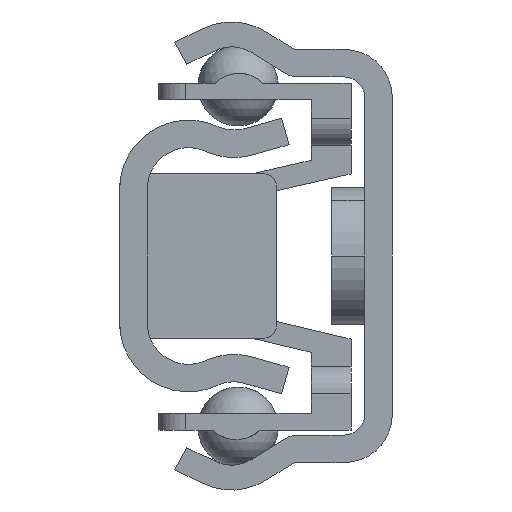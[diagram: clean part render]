
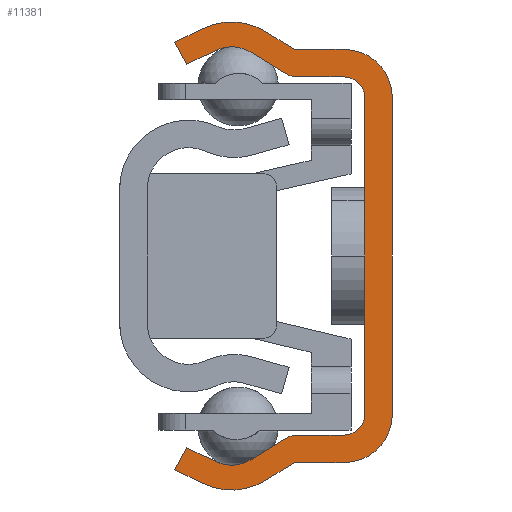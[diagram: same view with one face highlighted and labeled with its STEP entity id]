
A CAD part, front view. The second image highlights one B-rep face of the part: STEP entity #11381.
In plain terms, the highlighted planar face has unit normal (0, -1, 0).
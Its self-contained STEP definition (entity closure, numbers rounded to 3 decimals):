
#10554=CARTESIAN_POINT('',(1.921,0.,-5.75));
#10555=DIRECTION('',(0.,1.,0.));
#10556=DIRECTION('',(1.,0.,0.));
#10557=AXIS2_PLACEMENT_3D('',#10554,#10555,#10556);
#10559=DIRECTION('',(-1.,0.,0.));
#10560=VECTOR('',#10559,1.804);
#10561=CARTESIAN_POINT('',(1.921,0.,-7.5));
#10562=LINE('',#10561,#10560);
#10563=DIRECTION('',(-0.85,0.,-0.527));
#10564=VECTOR('',#10563,1.23);
#10565=CARTESIAN_POINT('',(0.116,0.,-7.5));
#10566=LINE('',#10565,#10564);
#10567=CARTESIAN_POINT('',(-2.167,0.,-6.15));
#10568=DIRECTION('',(0.,1.,0.));
#10569=DIRECTION('',(0.527,0.,-0.85));
#10570=AXIS2_PLACEMENT_3D('',#10567,#10568,#10569);
#10572=DIRECTION('',(-0.899,0.,0.438));
#10573=VECTOR('',#10572,1.15);
#10574=CARTESIAN_POINT('',(-3.195,0.,-8.263));
#10575=LINE('',#10574,#10573);
#10576=DIRECTION('',(0.479,0.,0.878));
#10577=VECTOR('',#10576,0.914);
#10578=CARTESIAN_POINT('',(-4.229,0.,-7.76));
#10579=LINE('',#10578,#10577);
#10580=DIRECTION('',(0.899,0.,-0.438));
#10581=VECTOR('',#10580,1.15);
#10582=CARTESIAN_POINT('',(-3.791,0.,-6.957));
#10583=LINE('',#10582,#10581);
#10584=CARTESIAN_POINT('',(-2.167,0.,-6.246));
#10585=DIRECTION('',(0.,-1.,0.));
#10586=DIRECTION('',(-0.438,0.,-0.899));
#10587=AXIS2_PLACEMENT_3D('',#10584,#10585,#10586);
#10589=DIRECTION('',(0.85,0.,0.527));
#10590=VECTOR('',#10589,1.413);
#10591=CARTESIAN_POINT('',(-1.456,0.,-7.394));
#10592=LINE('',#10591,#10590);
#10593=CARTESIAN_POINT('',(0.272,0.,-7.5));
#10594=DIRECTION('',(0.,1.,0.));
#10595=DIRECTION('',(-0.527,0.,0.85));
#10596=AXIS2_PLACEMENT_3D('',#10593,#10594,#10595);
#10598=DIRECTION('',(1.,0.,0.));
#10599=VECTOR('',#10598,1.649);
#10600=CARTESIAN_POINT('',(0.272,0.,-6.5));
#10601=LINE('',#10600,#10599);
#10602=CARTESIAN_POINT('',(1.921,0.,-5.75));
#10603=DIRECTION('',(0.,-1.,0.));
#10604=DIRECTION('',(0.,0.,-1.));
#10605=AXIS2_PLACEMENT_3D('',#10602,#10603,#10604);
#10607=CARTESIAN_POINT('',(1.921,0.,5.75));
#10608=DIRECTION('',(0.,-1.,0.));
#10609=DIRECTION('',(1.,0.,0.));
#10610=AXIS2_PLACEMENT_3D('',#10607,#10608,#10609);
#10612=DIRECTION('',(-1.,0.,0.));
#10613=VECTOR('',#10612,1.649);
#10614=CARTESIAN_POINT('',(1.921,0.,6.5));
#10615=LINE('',#10614,#10613);
#10616=CARTESIAN_POINT('',(0.272,0.,7.5));
#10617=DIRECTION('',(0.,1.,0.));
#10618=DIRECTION('',(0.,0.,-1.));
#10619=AXIS2_PLACEMENT_3D('',#10616,#10617,#10618);
#10621=DIRECTION('',(-0.85,0.,0.527));
#10622=VECTOR('',#10621,1.413);
#10623=CARTESIAN_POINT('',(-0.255,0.,6.65));
#10624=LINE('',#10623,#10622);
#10625=CARTESIAN_POINT('',(-2.167,0.,6.246));
#10626=DIRECTION('',(0.,-1.,0.));
#10627=DIRECTION('',(0.527,0.,0.85));
#10628=AXIS2_PLACEMENT_3D('',#10625,#10626,#10627);
#10630=DIRECTION('',(-0.899,0.,-0.438));
#10631=VECTOR('',#10630,1.15);
#10632=CARTESIAN_POINT('',(-2.757,0.,7.46));
#10633=LINE('',#10632,#10631);
#10634=DIRECTION('',(-0.479,0.,0.878));
#10635=VECTOR('',#10634,0.914);
#10636=CARTESIAN_POINT('',(-3.791,0.,6.957));
#10637=LINE('',#10636,#10635);
#10638=DIRECTION('',(0.899,0.,0.438));
#10639=VECTOR('',#10638,1.15);
#10640=CARTESIAN_POINT('',(-4.229,0.,7.76));
#10641=LINE('',#10640,#10639);
#10642=CARTESIAN_POINT('',(-2.167,0.,6.15));
#10643=DIRECTION('',(0.,1.,0.));
#10644=DIRECTION('',(-0.438,0.,0.899));
#10645=AXIS2_PLACEMENT_3D('',#10642,#10643,#10644);
#10647=DIRECTION('',(0.85,0.,-0.527));
#10648=VECTOR('',#10647,1.23);
#10649=CARTESIAN_POINT('',(-0.929,0.,8.148));
#10650=LINE('',#10649,#10648);
#10651=DIRECTION('',(1.,0.,0.));
#10652=VECTOR('',#10651,1.804);
#10653=CARTESIAN_POINT('',(0.116,0.,7.5));
#10654=LINE('',#10653,#10652);
#10655=CARTESIAN_POINT('',(1.921,0.,5.75));
#10656=DIRECTION('',(0.,1.,0.));
#10657=DIRECTION('',(0.,0.,1.));
#10658=AXIS2_PLACEMENT_3D('',#10655,#10656,#10657);
#10678=DIRECTION('',(0.,0.,1.));
#10679=VECTOR('',#10678,11.5);
#10680=CARTESIAN_POINT('',(3.671,0.,-5.75));
#10681=LINE('',#10680,#10679);
#10752=DIRECTION('',(0.,0.,-1.));
#10753=VECTOR('',#10752,11.5);
#10754=CARTESIAN_POINT('',(2.671,0.,5.75));
#10755=LINE('',#10754,#10753);
#11146=CARTESIAN_POINT('',(3.671,0.,-5.75));
#11147=CARTESIAN_POINT('',(1.921,0.,-7.5));
#11148=VERTEX_POINT('',#11146);
#11149=VERTEX_POINT('',#11147);
#11150=CARTESIAN_POINT('',(0.116,0.,-7.5));
#11151=VERTEX_POINT('',#11150);
#11152=CARTESIAN_POINT('',(-0.929,0.,-8.148));
#11153=VERTEX_POINT('',#11152);
#11154=CARTESIAN_POINT('',(-3.195,0.,-8.263));
#11155=VERTEX_POINT('',#11154);
#11156=CARTESIAN_POINT('',(-4.229,0.,-7.76));
#11157=VERTEX_POINT('',#11156);
#11158=CARTESIAN_POINT('',(-3.791,0.,-6.957));
#11159=VERTEX_POINT('',#11158);
#11160=CARTESIAN_POINT('',(-2.757,0.,-7.46));
#11161=VERTEX_POINT('',#11160);
#11162=CARTESIAN_POINT('',(-1.456,0.,-7.394));
#11163=VERTEX_POINT('',#11162);
#11164=CARTESIAN_POINT('',(-0.255,0.,-6.65));
#11165=VERTEX_POINT('',#11164);
#11166=CARTESIAN_POINT('',(0.272,0.,-6.5));
#11167=VERTEX_POINT('',#11166);
#11168=CARTESIAN_POINT('',(1.921,0.,-6.5));
#11169=VERTEX_POINT('',#11168);
#11170=CARTESIAN_POINT('',(2.671,0.,-5.75));
#11171=VERTEX_POINT('',#11170);
#11172=CARTESIAN_POINT('',(2.671,0.,5.75));
#11173=CARTESIAN_POINT('',(1.921,0.,6.5));
#11174=VERTEX_POINT('',#11172);
#11175=VERTEX_POINT('',#11173);
#11176=CARTESIAN_POINT('',(0.272,0.,6.5));
#11177=VERTEX_POINT('',#11176);
#11178=CARTESIAN_POINT('',(-0.255,0.,6.65));
#11179=VERTEX_POINT('',#11178);
#11180=CARTESIAN_POINT('',(-1.456,0.,7.394));
#11181=VERTEX_POINT('',#11180);
#11182=CARTESIAN_POINT('',(-2.757,0.,7.46));
#11183=VERTEX_POINT('',#11182);
#11184=CARTESIAN_POINT('',(-3.791,0.,6.957));
#11185=VERTEX_POINT('',#11184);
#11186=CARTESIAN_POINT('',(-4.229,0.,7.76));
#11187=VERTEX_POINT('',#11186);
#11188=CARTESIAN_POINT('',(-3.195,0.,8.263));
#11189=VERTEX_POINT('',#11188);
#11190=CARTESIAN_POINT('',(-0.929,0.,8.148));
#11191=VERTEX_POINT('',#11190);
#11192=CARTESIAN_POINT('',(0.116,0.,7.5));
#11193=VERTEX_POINT('',#11192);
#11194=CARTESIAN_POINT('',(1.921,0.,7.5));
#11195=VERTEX_POINT('',#11194);
#11196=CARTESIAN_POINT('',(3.671,0.,5.75));
#11197=VERTEX_POINT('',#11196);
#11322=CARTESIAN_POINT('',(0.,0.,0.));
#11323=DIRECTION('',(0.,1.,0.));
#11324=DIRECTION('',(1.,0.,0.));
#11325=AXIS2_PLACEMENT_3D('',#11322,#11323,#11324);
#11326=PLANE('',#11325);
#11328=ORIENTED_EDGE('',*,*,#11327,.T.);
#11330=ORIENTED_EDGE('',*,*,#11329,.T.);
#11332=ORIENTED_EDGE('',*,*,#11331,.T.);
#11334=ORIENTED_EDGE('',*,*,#11333,.T.);
#11336=ORIENTED_EDGE('',*,*,#11335,.T.);
#11338=ORIENTED_EDGE('',*,*,#11337,.T.);
#11340=ORIENTED_EDGE('',*,*,#11339,.T.);
#11342=ORIENTED_EDGE('',*,*,#11341,.T.);
#11344=ORIENTED_EDGE('',*,*,#11343,.T.);
#11346=ORIENTED_EDGE('',*,*,#11345,.T.);
#11348=ORIENTED_EDGE('',*,*,#11347,.T.);
#11350=ORIENTED_EDGE('',*,*,#11349,.T.);
#11352=ORIENTED_EDGE('',*,*,#11351,.F.);
#11354=ORIENTED_EDGE('',*,*,#11353,.T.);
#11356=ORIENTED_EDGE('',*,*,#11355,.T.);
#11358=ORIENTED_EDGE('',*,*,#11357,.T.);
#11360=ORIENTED_EDGE('',*,*,#11359,.T.);
#11362=ORIENTED_EDGE('',*,*,#11361,.T.);
#11364=ORIENTED_EDGE('',*,*,#11363,.T.);
#11366=ORIENTED_EDGE('',*,*,#11365,.T.);
#11368=ORIENTED_EDGE('',*,*,#11367,.T.);
#11370=ORIENTED_EDGE('',*,*,#11369,.T.);
#11372=ORIENTED_EDGE('',*,*,#11371,.T.);
#11374=ORIENTED_EDGE('',*,*,#11373,.T.);
#11376=ORIENTED_EDGE('',*,*,#11375,.T.);
#11378=ORIENTED_EDGE('',*,*,#11377,.F.);
#11379=EDGE_LOOP('',(#11328,#11330,#11332,#11334,#11336,#11338,#11340,#11342,
#11344,#11346,#11348,#11350,#11352,#11354,#11356,#11358,#11360,#11362,#11364,
#11366,#11368,#11370,#11372,#11374,#11376,#11378));
#11380=FACE_OUTER_BOUND('',#11379,.F.);
#11381=ADVANCED_FACE('',(#11380),#11326,.F.);
#10558=CIRCLE('',#10557,1.75);
#10571=CIRCLE('',#10570,2.35);
#10588=CIRCLE('',#10587,1.35);
#10597=CIRCLE('',#10596,1.);
#10606=CIRCLE('',#10605,0.75);
#10611=CIRCLE('',#10610,0.75);
#10620=CIRCLE('',#10619,1.);
#10629=CIRCLE('',#10628,1.35);
#10646=CIRCLE('',#10645,2.35);
#10659=CIRCLE('',#10658,1.75);
#11327=EDGE_CURVE('',#11148,#11149,#10558,.T.);
#11329=EDGE_CURVE('',#11149,#11151,#10562,.T.);
#11331=EDGE_CURVE('',#11151,#11153,#10566,.T.);
#11333=EDGE_CURVE('',#11153,#11155,#10571,.T.);
#11335=EDGE_CURVE('',#11155,#11157,#10575,.T.);
#11337=EDGE_CURVE('',#11157,#11159,#10579,.T.);
#11339=EDGE_CURVE('',#11159,#11161,#10583,.T.);
#11341=EDGE_CURVE('',#11161,#11163,#10588,.T.);
#11343=EDGE_CURVE('',#11163,#11165,#10592,.T.);
#11345=EDGE_CURVE('',#11165,#11167,#10597,.T.);
#11347=EDGE_CURVE('',#11167,#11169,#10601,.T.);
#11349=EDGE_CURVE('',#11169,#11171,#10606,.T.);
#11351=EDGE_CURVE('',#11174,#11171,#10755,.T.);
#11353=EDGE_CURVE('',#11174,#11175,#10611,.T.);
#11355=EDGE_CURVE('',#11175,#11177,#10615,.T.);
#11357=EDGE_CURVE('',#11177,#11179,#10620,.T.);
#11359=EDGE_CURVE('',#11179,#11181,#10624,.T.);
#11361=EDGE_CURVE('',#11181,#11183,#10629,.T.);
#11363=EDGE_CURVE('',#11183,#11185,#10633,.T.);
#11365=EDGE_CURVE('',#11185,#11187,#10637,.T.);
#11367=EDGE_CURVE('',#11187,#11189,#10641,.T.);
#11369=EDGE_CURVE('',#11189,#11191,#10646,.T.);
#11371=EDGE_CURVE('',#11191,#11193,#10650,.T.);
#11373=EDGE_CURVE('',#11193,#11195,#10654,.T.);
#11375=EDGE_CURVE('',#11195,#11197,#10659,.T.);
#11377=EDGE_CURVE('',#11148,#11197,#10681,.T.);
